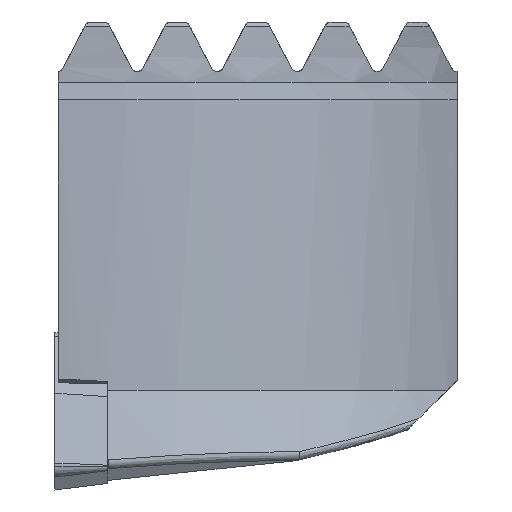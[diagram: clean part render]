
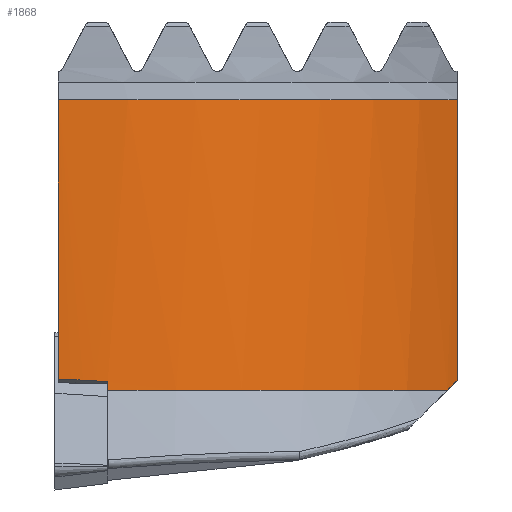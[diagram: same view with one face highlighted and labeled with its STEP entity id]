
A CAD part, left-side view. The second image highlights one B-rep face of the part: STEP entity #1868.
In plain terms, the highlighted cylindrical face has radius 34.06 mm (diameter 68.12 mm), a partial arc.
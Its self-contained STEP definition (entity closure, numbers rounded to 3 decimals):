
#1246=EDGE_CURVE('NONE',#2992,#2456,#3676,.F.);
#1508=EDGE_CURVE('NONE',#3166,#1580,#3966,.T.);
#1580=VERTEX_POINT('NONE',#4048);
#1868=ADVANCED_FACE('NONE',(#4364),#4365,.T.);
#1926=VERTEX_POINT('NONE',#4430);
#1974=EDGE_CURVE('NONE',#1926,#2456,#4482,.T.);
#2106=EDGE_CURVE('NONE',#2766,#1926,#4623,.F.);
#2374=EDGE_CURVE('NONE',#3530,#1580,#4919,.F.);
#2456=VERTEX_POINT('NONE',#5008);
#2766=VERTEX_POINT('NONE',#5341);
#2992=VERTEX_POINT('NONE',#5595);
#3166=VERTEX_POINT('NONE',#5779);
#3270=EDGE_CURVE('NONE',#3166,#2992,#5894,.T.);
#3374=EDGE_CURVE('NONE',#2766,#3530,#6008,.F.);
#3530=VERTEX_POINT('NONE',#6181);
#3676=LINE('',#6331,#6332);
#3966=LINE('',#8216,#8217);
#4048=CARTESIAN_POINT('',(2.653,-3.97,7.493));
#4364=FACE_OUTER_BOUND('',#8974,.T.);
#4365=CYLINDRICAL_SURFACE('',#8975,34.06);
#4430=CARTESIAN_POINT('',(20.373,-30.17,29.266));
#4482=CIRCLE('',#9147,34.06);
#4623=LINE('',#9392,#9393);
#4919=CIRCLE('',#9825,34.06);
#5008=CARTESIAN_POINT('',(2.44,-0.27,29.266));
#5341=CARTESIAN_POINT('',(20.373,-30.17,8.232));
#5595=CARTESIAN_POINT('',(2.44,-0.27,8.286));
#5779=CARTESIAN_POINT('',(2.653,-3.97,8.108));
#5894=ELLIPSE('',#11395,44.462,34.06);
#6008=ELLIPSE('',#11554,48.168,34.06);
#6181=CARTESIAN_POINT('',(19.067,-29.431,7.493));
#6331=CARTESIAN_POINT('',(2.44,-0.27,7.493));
#6332=VECTOR('',#12061,1.0);
#8216=CARTESIAN_POINT('',(2.653,-3.97,7.493));
#8217=VECTOR('',#12415,1.0);
#8974=EDGE_LOOP('',(#12885,#12886,#12887,#12888,#12889,#12890,#12891));
#8975=AXIS2_PLACEMENT_3D('',#12892,#12893,#12894);
#9147=AXIS2_PLACEMENT_3D('',#13035,#13036,#13037);
#9392=CARTESIAN_POINT('',(20.373,-30.17,7.493));
#9393=VECTOR('',#13171,1.0);
#9825=AXIS2_PLACEMENT_3D('',#13553,#13554,#13555);
#11395=AXIS2_PLACEMENT_3D('',#14622,#14623,#14624);
#11554=AXIS2_PLACEMENT_3D('',#14764,#14765,#14766);
#12061=DIRECTION('',(0.,0.,-1.0));
#12415=DIRECTION('',(0.,0.,-1.0));
#12885=ORIENTED_EDGE('',*,*,#3374,.F.);
#12886=ORIENTED_EDGE('',*,*,#2106,.T.);
#12887=ORIENTED_EDGE('',*,*,#1974,.T.);
#12888=ORIENTED_EDGE('',*,*,#1246,.F.);
#12889=ORIENTED_EDGE('',*,*,#3270,.F.);
#12890=ORIENTED_EDGE('',*,*,#1508,.T.);
#12891=ORIENTED_EDGE('',*,*,#2374,.F.);
#12892=CARTESIAN_POINT('',(36.5,-0.17,7.493));
#12893=DIRECTION('',(0.,0.,-1.0));
#12894=DIRECTION('',(-1.0,0.,0.));
#13035=CARTESIAN_POINT('',(36.5,-0.17,29.266));
#13036=DIRECTION('',(0.,0.,-1.0));
#13037=DIRECTION('',(-1.0,0.,0.));
#13171=DIRECTION('',(0.,0.,-1.0));
#13553=CARTESIAN_POINT('',(36.5,-0.17,7.493));
#13554=DIRECTION('',(0.,0.,1.0));
#13555=DIRECTION('',(-1.0,0.,0.));
#14622=CARTESIAN_POINT('',(36.5,-0.17,-20.293));
#14623=DIRECTION('',(-0.643,0.,-0.766));
#14624=DIRECTION('',(-0.766,0.,0.643));
#14764=CARTESIAN_POINT('',(36.5,-0.17,-21.768));
#14765=DIRECTION('',(0.,0.707,0.707));
#14766=DIRECTION('',(0.,-0.707,0.707));
